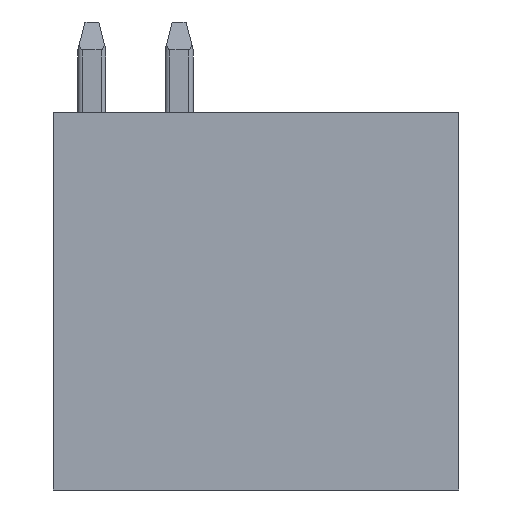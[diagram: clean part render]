
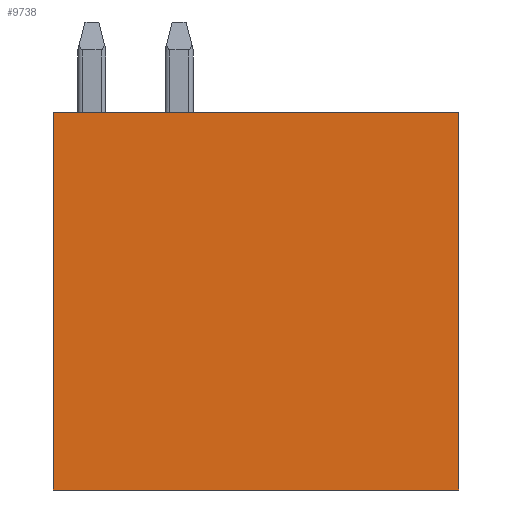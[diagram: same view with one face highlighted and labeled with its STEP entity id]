
A CAD part, front view. The second image highlights one B-rep face of the part: STEP entity #9738.
In plain terms, the highlighted planar face has unit normal (0, -1, 0).
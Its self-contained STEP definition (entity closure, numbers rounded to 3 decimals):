
#2263=DIRECTION('',(0.,0.,1.));
#2264=VECTOR('',#2263,10.8);
#2265=CARTESIAN_POINT('',(-5.49,-18.3,-6.62));
#2266=LINE('',#2265,#2264);
#2267=DIRECTION('',(1.,0.,0.));
#2268=VECTOR('',#2267,11.6);
#2269=CARTESIAN_POINT('',(-5.49,-18.3,4.18));
#2270=LINE('',#2269,#2268);
#2271=DIRECTION('',(0.,0.,-1.));
#2272=VECTOR('',#2271,10.8);
#2273=CARTESIAN_POINT('',(6.11,-18.3,4.18));
#2274=LINE('',#2273,#2272);
#2275=DIRECTION('',(-1.,0.,0.));
#2276=VECTOR('',#2275,11.6);
#2277=CARTESIAN_POINT('',(6.11,-18.3,-6.62));
#2278=LINE('',#2277,#2276);
#5929=CARTESIAN_POINT('',(-5.49,-18.3,-6.62));
#5930=CARTESIAN_POINT('',(-5.49,-18.3,4.18));
#5931=VERTEX_POINT('',#5929);
#5932=VERTEX_POINT('',#5930);
#5933=CARTESIAN_POINT('',(6.11,-18.3,4.18));
#5934=VERTEX_POINT('',#5933);
#5935=CARTESIAN_POINT('',(6.11,-18.3,-6.62));
#5936=VERTEX_POINT('',#5935);
#9727=CARTESIAN_POINT('',(0.,-18.3,0.));
#9728=DIRECTION('',(0.,1.,0.));
#9729=DIRECTION('',(1.,0.,0.));
#9730=AXIS2_PLACEMENT_3D('',#9727,#9728,#9729);
#9731=PLANE('',#9730);
#9732=ORIENTED_EDGE('',*,*,#7369,.T.);
#9733=ORIENTED_EDGE('',*,*,#7508,.T.);
#9734=ORIENTED_EDGE('',*,*,#7565,.T.);
#9735=ORIENTED_EDGE('',*,*,#9721,.T.);
#9736=EDGE_LOOP('',(#9732,#9733,#9734,#9735));
#9737=FACE_OUTER_BOUND('',#9736,.F.);
#9738=ADVANCED_FACE('',(#9737),#9731,.F.);
#7369=EDGE_CURVE('',#5931,#5932,#2266,.T.);
#7508=EDGE_CURVE('',#5932,#5934,#2270,.T.);
#7565=EDGE_CURVE('',#5934,#5936,#2274,.T.);
#9721=EDGE_CURVE('',#5936,#5931,#2278,.T.);
